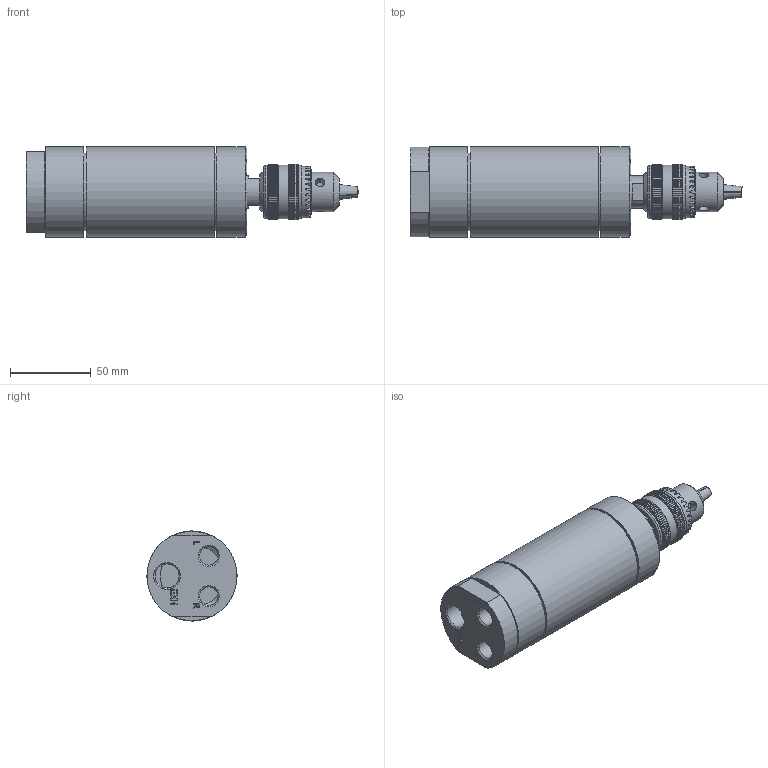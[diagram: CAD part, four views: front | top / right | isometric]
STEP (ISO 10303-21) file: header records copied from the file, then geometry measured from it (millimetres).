
FILE_DESCRIPTION(/* description */ (''),/* implementation_level */ '2;1');
FILE_NAME(/* name */ 'EBMU 40-4800 B_60008197.stp',/* time_stamp */ '2019-01-14T15:17:32+01:00',/* author */ ('flambert'),/* organization */ (''),/* preprocessor_version */ 'ST-DEVELOPER v17',/* originating_system */ 'Autodesk Inventor 2018',/* authorisation */ '');
FILE_SCHEMA (('AUTOMOTIVE_DESIGN { 1 0 10303 214 3 1 1 }'));
Length unit declared in the file: millimetre
Products named in the file (1): EBMU 40-4800 B_60008197
Bounding box: 206.2 x 56 x 56 mm (x, y, z)
Volume: 366324.5 mm3; surface area: 44341.3 mm2
Topology: 1 solids, 3 shells, 1378 faces, 3318 edges, 1964 vertices
Faces by surface type: plane 674, cone 389, cylinder 293, torus 15, bspline 7
Full cylindrical faces by diameter (mm): 1.5 x1, 4 x2, 6 x3, 11.445 x2, 14.95 x1, 19.95 x1, 21 x1, 21.252 x1, 23.543 x1, 24.5 x1, 26 x4, 27.47 x1, 32 x1, 33.5 x3, 48.178 x2, 48.376 x1, 56 x3
Entity records: 41560 total; most frequent: CARTESIAN_POINT 9742, ORIENTED_EDGE 6626, DIRECTION 6407, EDGE_CURVE 3313, AXIS2_PLACEMENT_3D 2540, VERTEX_POINT 1964, EDGE_LOOP 1409, FACE_OUTER_BOUND 1378
